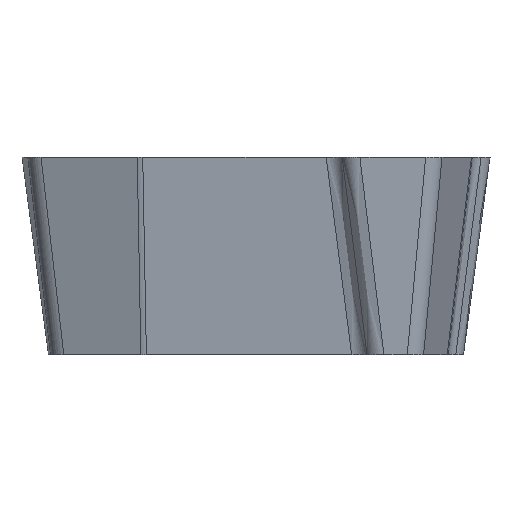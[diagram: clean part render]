
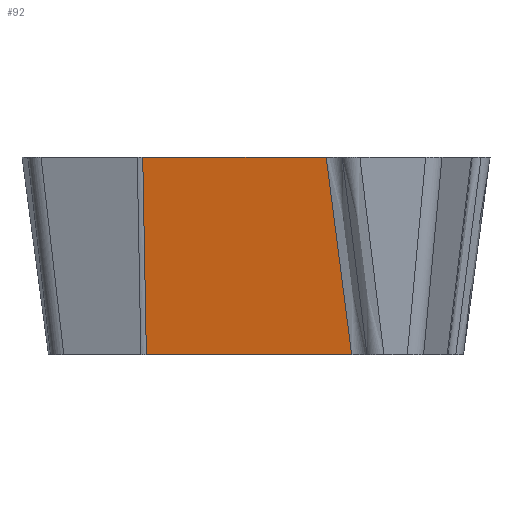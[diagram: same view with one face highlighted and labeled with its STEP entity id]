
A CAD part, left-side view. The second image highlights one B-rep face of the part: STEP entity #92.
In plain terms, the highlighted planar face has unit normal (-0.993, 0, -0.122).
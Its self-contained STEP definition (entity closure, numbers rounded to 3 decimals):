
#92=ADVANCED_FACE('',(#141),#127,.T.);
#127=PLANE('',#681);
#141=FACE_OUTER_BOUND('',#169,.T.);
#169=EDGE_LOOP('',(#211,#212,#213,#214));
#211=ORIENTED_EDGE('',*,*,#453,.T.);
#212=ORIENTED_EDGE('',*,*,#454,.T.);
#213=ORIENTED_EDGE('',*,*,#455,.F.);
#214=ORIENTED_EDGE('',*,*,#456,.T.);
#391=VERTEX_POINT('',#1020);
#392=VERTEX_POINT('',#1021);
#393=VERTEX_POINT('',#1023);
#394=VERTEX_POINT('',#1025);
#453=EDGE_CURVE('',#391,#392,#543,.T.);
#454=EDGE_CURVE('',#392,#393,#544,.T.);
#455=EDGE_CURVE('',#394,#393,#545,.T.);
#456=EDGE_CURVE('',#394,#391,#631,.T.);
#543=LINE('',#1019,#583);
#544=LINE('',#1022,#584);
#545=LINE('',#1024,#585);
#583=VECTOR('',#736,1.);
#584=VECTOR('',#737,1.);
#585=VECTOR('',#738,1.);
#631=B_SPLINE_CURVE_WITH_KNOTS('',3,(#1026,#1027,#1028,#1029,#1030,#1031,
#1032),.UNSPECIFIED.,.F.,.F.,(4,3,4),(0.,0.379,1.),
 .UNSPECIFIED.);
#681=AXIS2_PLACEMENT_3D('',#1033,#739,#740);
#736=DIRECTION('',(0.,1.,0.));
#737=DIRECTION('',(0.122,-0.018,-0.992));
#738=DIRECTION('',(0.,1.,0.));
#739=DIRECTION('',(-0.993,0.,-0.122));
#740=DIRECTION('',(-0.122,0.,0.993));
#1019=CARTESIAN_POINT('',(-2.85,1.53,0.));
#1020=CARTESIAN_POINT('',(-2.85,-0.925,0.));
#1021=CARTESIAN_POINT('',(-2.85,1.493,0.));
#1022=CARTESIAN_POINT('',(-2.85,1.493,0.001));
#1023=CARTESIAN_POINT('',(-2.531,1.445,-2.6));
#1024=CARTESIAN_POINT('',(-2.531,1.53,-2.6));
#1025=CARTESIAN_POINT('',(-2.531,-1.261,-2.6));
#1026=CARTESIAN_POINT('',(-2.531,-1.261,-2.6));
#1027=CARTESIAN_POINT('',(-2.571,-1.218,-2.272));
#1028=CARTESIAN_POINT('',(-2.611,-1.176,-1.944));
#1029=CARTESIAN_POINT('',(-2.652,-1.134,-1.615));
#1030=CARTESIAN_POINT('',(-2.718,-1.064,-1.077));
#1031=CARTESIAN_POINT('',(-2.784,-0.995,-0.538));
#1032=CARTESIAN_POINT('',(-2.85,-0.925,0.));
#1033=CARTESIAN_POINT('',(-2.85,1.53,0.));
